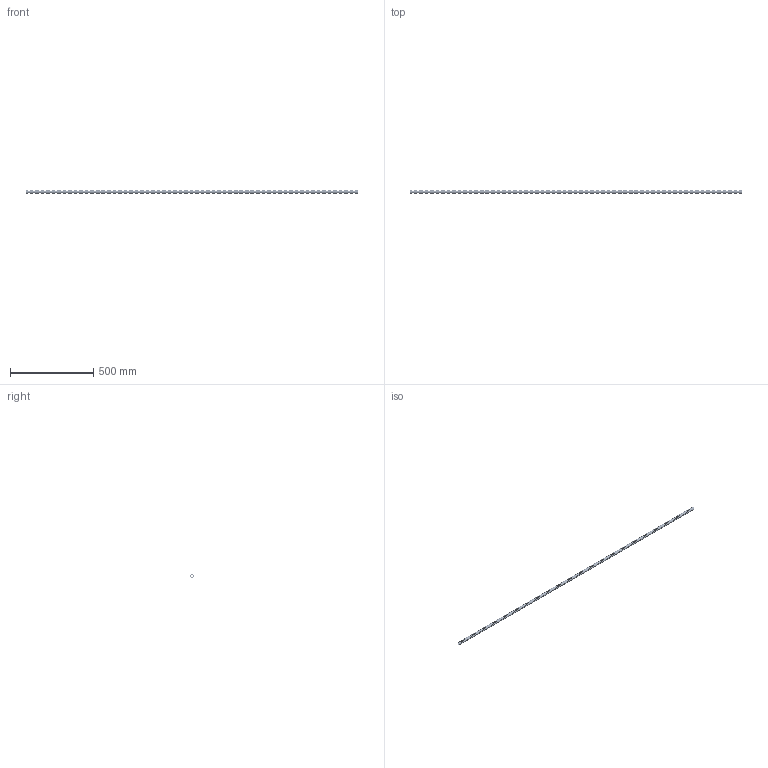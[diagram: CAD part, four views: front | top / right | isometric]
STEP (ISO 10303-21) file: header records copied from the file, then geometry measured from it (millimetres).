
FILE_DESCRIPTION (( 'STEP AP214' ), '1' );
FILE_NAME ('Ãîôðà d20.STEP', '2016-05-25T12:18:20', ( '' ), ( '' ), 'SwSTEP 2.0', 'SolidWorks 2014', '' );
FILE_SCHEMA (( 'AUTOMOTIVE_DESIGN' ));
Products named in the file (1): Ãîôðà d20
Bounding box: 2000 x 20 x 20 mm (x, y, z)
Volume: 84099.6 mm3; surface area: 420535.6 mm2
Topology: 1 solids, 1 shells, 4710 faces, 9420 edges, 6280 vertices
Faces by surface type: cylinder 3140, plane 1570
Entity records: 125642 total; most frequent: DIRECTION 25122, CARTESIAN_POINT 20411, ORIENTED_EDGE 18840, AXIS2_PLACEMENT_3D 10991, EDGE_CURVE 9420, VERTEX_POINT 6280, EDGE_LOOP 6280, CIRCLE 6280
